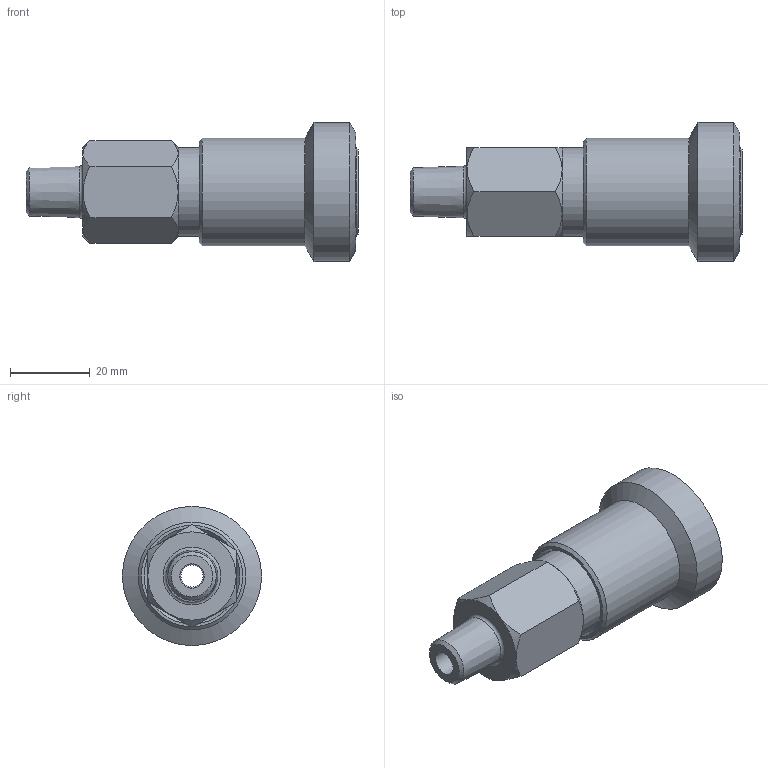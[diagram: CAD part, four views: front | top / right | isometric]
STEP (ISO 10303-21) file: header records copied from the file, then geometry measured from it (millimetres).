
FILE_DESCRIPTION(/* description */ (''),/* implementation_level */ '2;1');
FILE_NAME(/* name */ 'XT08042.stp',/* time_stamp */ '2013-12-02T16:16:29-06:00',/* author */ ('scottg'),/* organization */ ('FasTest,Inc.'),/* preprocessor_version */ 'ST-DEVELOPER v15.2',/* originating_system */ 'Autodesk Inventor 2014',/* authorisation */ '');
FILE_SCHEMA (('AUTOMOTIVE_DESIGN { 1 0 10303 214 3 1 1 }'));
Length unit declared in the file: inch
Products named in the file (1): XT08042
Bounding box: 83.06 x 34.8 x 34.8 mm (x, y, z)
Volume: 34053.7 mm3; surface area: 18801.4 mm2
Topology: 2 solids, 5 shells, 74 faces, 142 edges, 86 vertices
Faces by surface type: cylinder 23, cone 20, plane 19, sphere 6, torus 6
Full cylindrical faces by diameter (mm): 5.588 x1, 6.096 x1, 8.534 x2, 8.941 x2, 10.033 x1, 12.37 x1, 16.18 x1, 21.209 x1, 22.149 x2, 22.454 x4, 22.809 x1, 23.165 x2, 24.816 x1, 25.908 x1, 26.924 x1, 34.798 x1
Entity records: 1782 total; most frequent: CARTESIAN_POINT 503, DIRECTION 272, ORIENTED_EDGE 170, EDGE_LOOP 142, AXIS2_PLACEMENT_3D 133, FACE_BOUND 82, EDGE_CURVE 82, VERTEX_POINT 76
